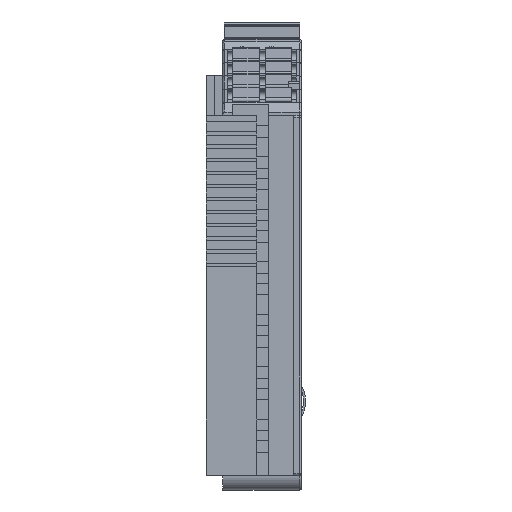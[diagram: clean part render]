
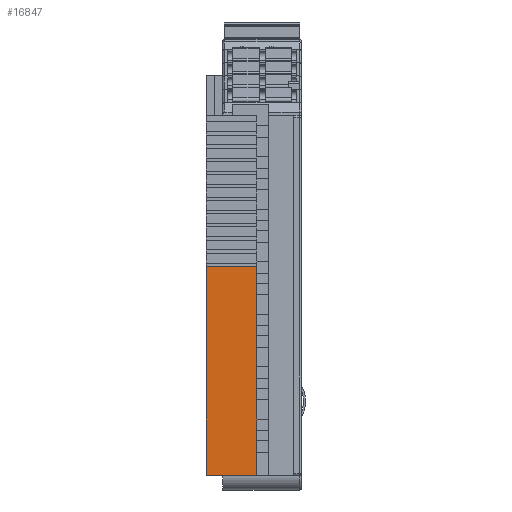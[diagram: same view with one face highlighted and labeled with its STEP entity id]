
A CAD part, front view. The second image highlights one B-rep face of the part: STEP entity #16847.
In plain terms, the highlighted planar face has unit normal (0, -1, 0).
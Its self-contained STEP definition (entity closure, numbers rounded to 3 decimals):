
#1800 = DIRECTION ( 'NONE',  ( 0., 1., 0. ) ) ;
#5210 = DIRECTION ( 'NONE',  ( -1., 0., 0. ) ) ;
#5263 = ORIENTED_EDGE ( 'NONE', *, *, #21219, .T. ) ;
#6499 = VECTOR ( 'NONE', #19223, 1000. ) ;
#11682 = CARTESIAN_POINT ( 'NONE',  ( 6., -52.822, -32.566 ) ) ;
#12034 = CARTESIAN_POINT ( 'NONE',  ( -0.8, -52.822, -32.566 ) ) ;
#12434 = VERTEX_POINT ( 'NONE', #43791 ) ;
#13328 = VECTOR ( 'NONE', #35457, 1000. ) ;
#16447 = ORIENTED_EDGE ( 'NONE', *, *, #45380, .T. ) ;
#16564 = LINE ( 'NONE', #38116, #6499 ) ;
#16847 = ADVANCED_FACE ( 'NONE', ( #17455 ), #45105, .F. ) ;
#17455 = FACE_OUTER_BOUND ( 'NONE', #36410, .T. ) ;
#18412 = LINE ( 'NONE', #39146, #27297 ) ;
#19223 = DIRECTION ( 'NONE',  ( 0., 0., 1. ) ) ;
#20813 = ORIENTED_EDGE ( 'NONE', *, *, #29616, .F. ) ;
#21219 = EDGE_CURVE ( 'NONE', #27564, #30681, #43526, .T. ) ;
#24436 = CARTESIAN_POINT ( 'NONE',  ( 6., -52.822, 22.234 ) ) ;
#25967 = ORIENTED_EDGE ( 'NONE', *, *, #37956, .F. ) ;
#26876 = DIRECTION ( 'NONE',  ( -1., 0., 0. ) ) ;
#27297 = VECTOR ( 'NONE', #5210, 1000. ) ;
#27564 = VERTEX_POINT ( 'NONE', #12034 ) ;
#27854 = CARTESIAN_POINT ( 'NONE',  ( -0.8, -52.822, -34.817 ) ) ;
#28245 = DIRECTION ( 'NONE',  ( 0., 0., 1. ) ) ;
#28801 = CARTESIAN_POINT ( 'NONE',  ( -0.8, -52.822, -0.766 ) ) ;
#29616 = EDGE_CURVE ( 'NONE', #33092, #12434, #16564, .T. ) ;
#29677 = CARTESIAN_POINT ( 'NONE',  ( -8.5, -52.822, -32.566 ) ) ;
#30681 = VERTEX_POINT ( 'NONE', #28801 ) ;
#33092 = VERTEX_POINT ( 'NONE', #29677 ) ;
#35457 = DIRECTION ( 'NONE',  ( 0., 0., 1. ) ) ;
#36410 = EDGE_LOOP ( 'NONE', ( #5263, #16447, #20813, #25967 ) ) ;
#36618 = VECTOR ( 'NONE', #26876, 1000. ) ;
#37956 = EDGE_CURVE ( 'NONE', #27564, #33092, #46649, .T. ) ;
#38116 = CARTESIAN_POINT ( 'NONE',  ( -8.5, -52.822, -36.239 ) ) ;
#39146 = CARTESIAN_POINT ( 'NONE',  ( -0.8, -52.822, -0.766 ) ) ;
#40364 = AXIS2_PLACEMENT_3D ( 'NONE', #24436, #1800, #28245 ) ;
#43526 = LINE ( 'NONE', #27854, #13328 ) ;
#43791 = CARTESIAN_POINT ( 'NONE',  ( -8.5, -52.822, -0.766 ) ) ;
#45105 = PLANE ( 'NONE',  #40364 ) ;
#45380 = EDGE_CURVE ( 'NONE', #30681, #12434, #18412, .T. ) ;
#46649 = LINE ( 'NONE', #11682, #36618 ) ;
